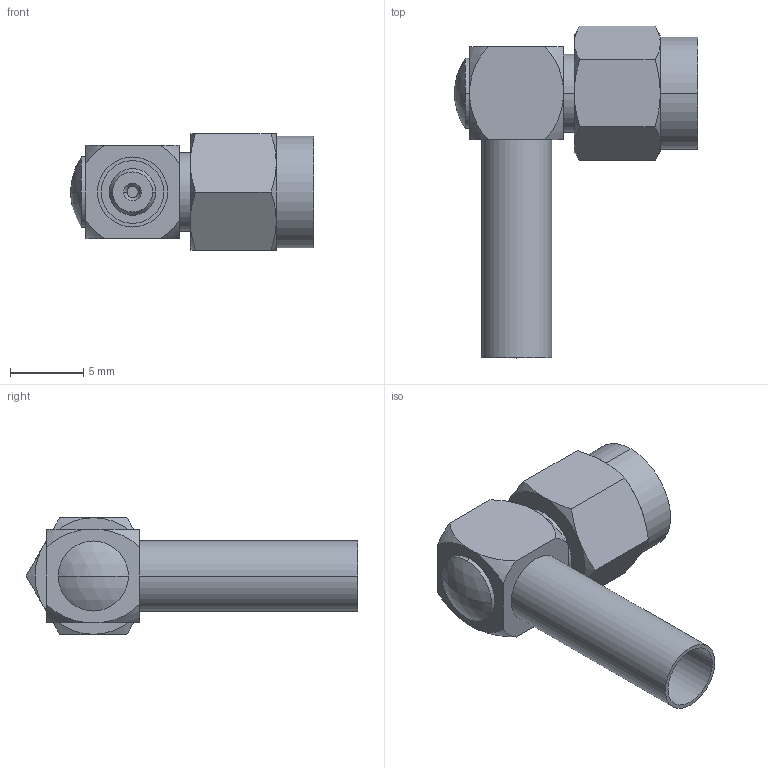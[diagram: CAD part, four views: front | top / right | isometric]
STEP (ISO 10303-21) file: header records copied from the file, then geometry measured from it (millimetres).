
FILE_DESCRIPTION (( 'STEP AP203' ), '1' );
FILE_NAME ('FMCN1884_3D.STEP', '2022-02-08T19:55:05', ( '' ), ( '' ), 'SwSTEP 2.0', 'SolidWorks 2021', '' );
FILE_SCHEMA (( 'CONFIG_CONTROL_DESIGN' ));
Length unit declared in the file: inch
Products named in the file (1): FMCN1884_3D
Bounding box: 16.56 x 22.61 x 7.94 mm (x, y, z)
Volume: 722.8 mm3; surface area: 1161.2 mm2
Topology: 1 solids, 1 shells, 94 faces, 210 edges, 131 vertices
Faces by surface type: cylinder 32, cone 26, plane 24, torus 8, bspline 2, sphere 2
Entity records: 3179 total; most frequent: CARTESIAN_POINT 1076, DIRECTION 423, ORIENTED_EDGE 420, EDGE_CURVE 210, AXIS2_PLACEMENT_3D 181, VERTEX_POINT 131, EDGE_LOOP 107, ADVANCED_FACE 94
